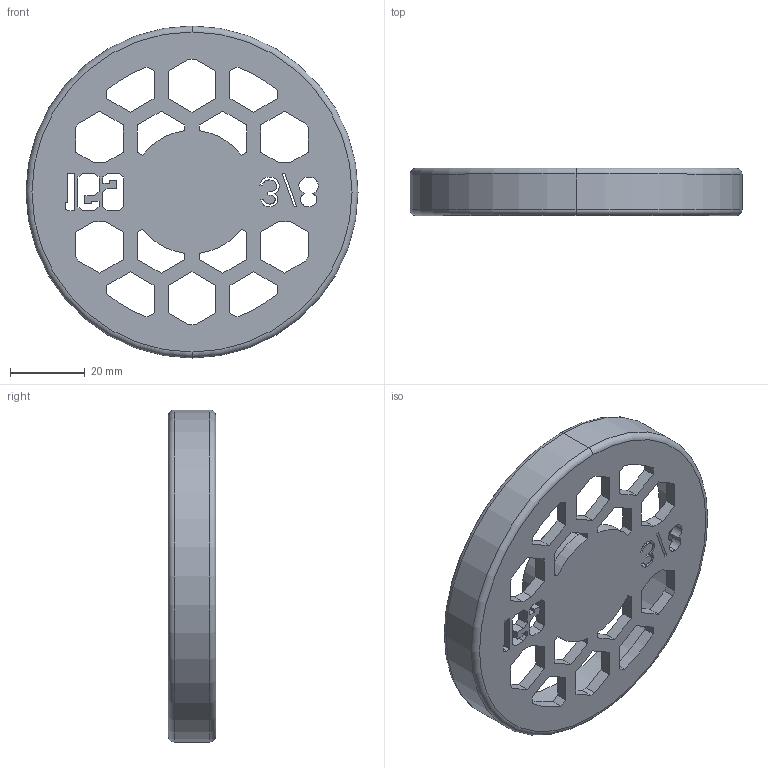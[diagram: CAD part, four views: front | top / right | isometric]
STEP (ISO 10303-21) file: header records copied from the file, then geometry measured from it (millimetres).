
FILE_DESCRIPTION (( 'STEP AP214' ), '1' );
FILE_NAME ('3in_0.375.STEP', '2021-05-02T23:58:42', ( '' ), ( '' ), 'SwSTEP 2.0', 'SolidWorks 2019', '' );
FILE_SCHEMA (( 'AUTOMOTIVE_DESIGN' ));
Length unit declared in the file: inch
Products named in the file (1): 3in_0.375
Bounding box: 88.9 x 12.7 x 88.9 mm (x, y, z)
Volume: 35517.4 mm3; surface area: 17667.7 mm2
Topology: 1 solids, 1 shells, 176 faces, 512 edges, 340 vertices
Faces by surface type: plane 128, bspline 23, cylinder 21, torus 4
Entity records: 6972 total; most frequent: CARTESIAN_POINT 2308, ORIENTED_EDGE 1024, DIRECTION 824, EDGE_CURVE 512, LINE 416, VECTOR 416, VERTEX_POINT 340, EDGE_LOOP 218
